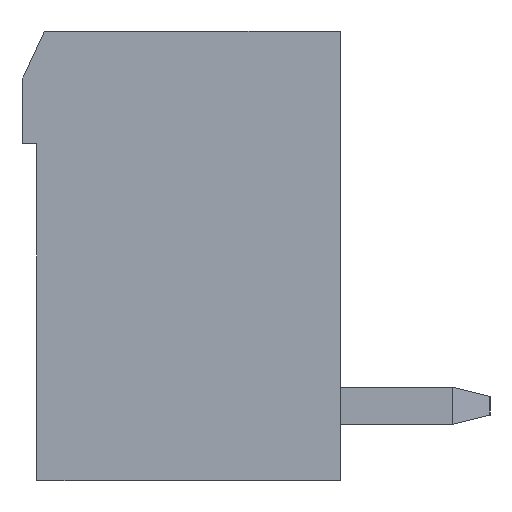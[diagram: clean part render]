
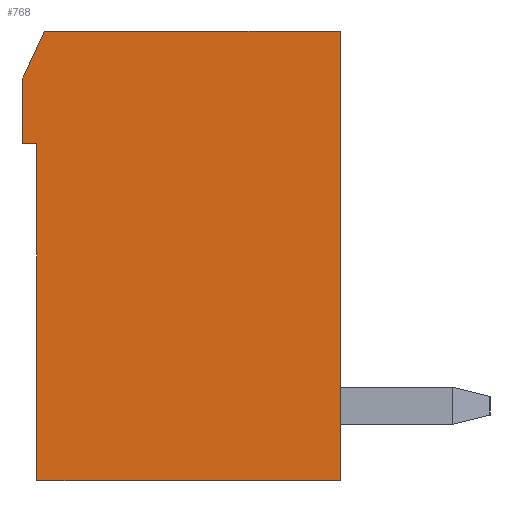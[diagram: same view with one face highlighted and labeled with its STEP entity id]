
A CAD part, left-side view. The second image highlights one B-rep face of the part: STEP entity #768.
In plain terms, the highlighted planar face has unit normal (-1, 0, 0).
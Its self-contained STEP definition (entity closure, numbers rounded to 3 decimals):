
#768 = ADVANCED_FACE( '', ( #1882 ), #1883, .F. );
#1882 = FACE_OUTER_BOUND( '', #3439, .T. );
#1883 = PLANE( '', #3440 );
#3439 = EDGE_LOOP( '', ( #5228, #5229, #5230, #5231, #5232, #5233, #5234 ) );
#3440 = AXIS2_PLACEMENT_3D( '', #5235, #5236, #5237 );
#5228 = ORIENTED_EDGE( '', *, *, #9802, .F. );
#5229 = ORIENTED_EDGE( '', *, *, #9803, .F. );
#5230 = ORIENTED_EDGE( '', *, *, #9804, .F. );
#5231 = ORIENTED_EDGE( '', *, *, #9805, .F. );
#5232 = ORIENTED_EDGE( '', *, *, #9642, .F. );
#5233 = ORIENTED_EDGE( '', *, *, #9615, .F. );
#5234 = ORIENTED_EDGE( '', *, *, #9806, .F. );
#5235 = CARTESIAN_POINT( '', ( -35., 0., 0. ) );
#5236 = DIRECTION( '', ( 1., 0., 0. ) );
#5237 = DIRECTION( '', ( 0., 0., -1. ) );
#9615 = EDGE_CURVE( '', #11524, #11526, #11527, .T. );
#9642 = EDGE_CURVE( '', #11526, #11575, #11578, .T. );
#9802 = EDGE_CURVE( '', #11861, #11862, #11863, .T. );
#9803 = EDGE_CURVE( '', #11864, #11861, #11865, .T. );
#9804 = EDGE_CURVE( '', #11866, #11864, #11867, .T. );
#9805 = EDGE_CURVE( '', #11575, #11866, #11868, .T. );
#9806 = EDGE_CURVE( '', #11862, #11524, #11869, .T. );
#11524 = VERTEX_POINT( '', #14341 );
#11526 = VERTEX_POINT( '', #14344 );
#11527 = LINE( '', #14345, #14346 );
#11575 = VERTEX_POINT( '', #14415 );
#11578 = LINE( '', #14420, #14421 );
#11861 = VERTEX_POINT( '', #14822 );
#11862 = VERTEX_POINT( '', #14823 );
#11863 = LINE( '', #14824, #14825 );
#11864 = VERTEX_POINT( '', #14826 );
#11865 = LINE( '', #14827, #14828 );
#11866 = VERTEX_POINT( '', #14829 );
#11867 = LINE( '', #14830, #14831 );
#11868 = LINE( '', #14832, #14833 );
#11869 = LINE( '', #14834, #14835 );
#14341 = CARTESIAN_POINT( '', ( -35., -4.25, -6. ) );
#14344 = CARTESIAN_POINT( '', ( -35., 3.85, -6. ) );
#14345 = CARTESIAN_POINT( '', ( -35., -4.25, -6. ) );
#14346 = VECTOR( '', #18522, 1000. );
#14415 = CARTESIAN_POINT( '', ( -35., 3.85, 3. ) );
#14420 = CARTESIAN_POINT( '', ( -35., 3.85, -6. ) );
#14421 = VECTOR( '', #18552, 1000. );
#14822 = CARTESIAN_POINT( '', ( -35., 3.65, 6. ) );
#14823 = CARTESIAN_POINT( '', ( -35., -4.25, 6. ) );
#14824 = CARTESIAN_POINT( '', ( -35., 3.65, 6. ) );
#14825 = VECTOR( '', #18701, 1000. );
#14826 = CARTESIAN_POINT( '', ( -35., 4.25, 4.7 ) );
#14827 = CARTESIAN_POINT( '', ( -35., 4.25, 4.7 ) );
#14828 = VECTOR( '', #18702, 1000. );
#14829 = CARTESIAN_POINT( '', ( -35., 4.25, 3. ) );
#14830 = CARTESIAN_POINT( '', ( -35., 4.25, 3. ) );
#14831 = VECTOR( '', #18703, 1000. );
#14832 = CARTESIAN_POINT( '', ( -35., 3.85, 3. ) );
#14833 = VECTOR( '', #18704, 1000. );
#14834 = CARTESIAN_POINT( '', ( -35., -4.25, 6. ) );
#14835 = VECTOR( '', #18705, 1000. );
#18522 = DIRECTION( '', ( 0., 1., 0. ) );
#18552 = DIRECTION( '', ( 0., 0., 1. ) );
#18701 = DIRECTION( '', ( 0., -1., 0. ) );
#18702 = DIRECTION( '', ( 0., -0.419, 0.908 ) );
#18703 = DIRECTION( '', ( 0., 0., 1. ) );
#18704 = DIRECTION( '', ( 0., 1., 0. ) );
#18705 = DIRECTION( '', ( 0., 0., -1. ) );
